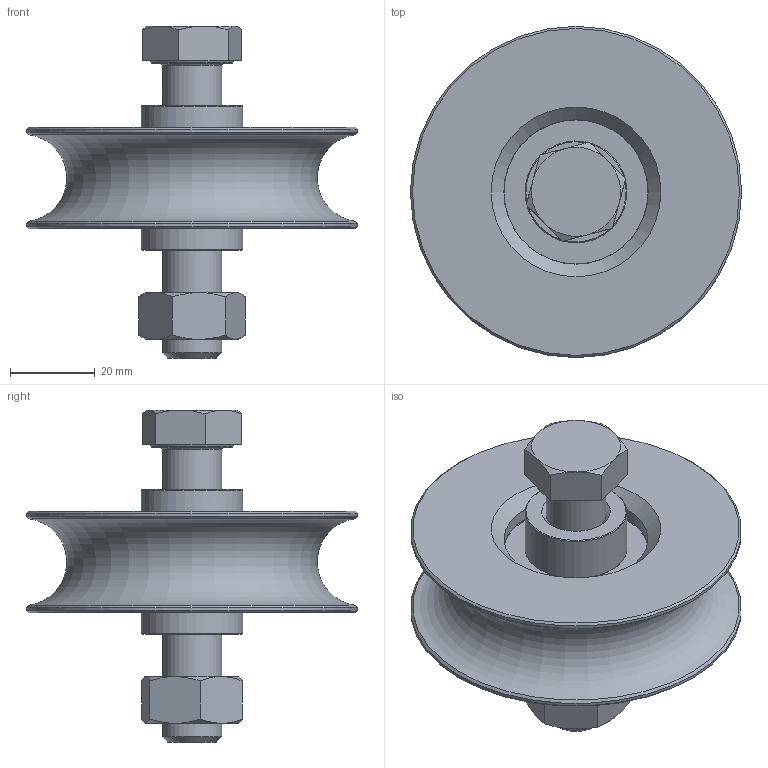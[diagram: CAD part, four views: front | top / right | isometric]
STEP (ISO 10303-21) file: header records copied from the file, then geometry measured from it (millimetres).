
FILE_DESCRIPTION (( 'STEP AP203' ), '1' );
FILE_NAME ('0026893_CF-310I-80S.STEP', '2018-11-05T09:47:24', ( '' ), ( '' ), 'SwSTEP 2.0', 'SolidWorks 2018', '' );
FILE_SCHEMA (( 'CONFIG_CONTROL_DESIGN' ));
Length unit declared in the file: millimetre
Products named in the file (6): Rillenkugellager_DIN625-t1-6203-17-2rs; 0026893_Laufrolle; NM14-DIN934_MODEL; Sechskantschraube_DIN931-M14x70; 0026893_T-Buchse_Laufrolle; 0026893_CF-310I-80S
Assembly tree (6 placements, depth 2):
  0026893_CF-310I-80S
    0026893_Laufrolle
    Rillenkugellager_DIN625-t1-6203-17-2rs
    0026893_T-Buchse_Laufrolle  x2
    Sechskantschraube_DIN931-M14x70
    NM14-DIN934_MODEL
Bounding box: 78 x 78 x 78.2 mm (x, y, z)
Volume: 85940.2 mm3; surface area: 38073.7 mm2
Topology: 10 solids, 10 shells, 117 faces, 237 edges, 148 vertices
Faces by surface type: plane 40, cone 39, cylinder 27, torus 11
Full cylindrical faces by diameter (mm): 11.835 x1, 14 x1, 14.15 x2, 16.8 x2, 17 x1, 23.095 x4, 24 x2, 24.498 x2, 32.502 x2, 33.905 x4, 34 x1, 40 x2, 45 x1, 78 x2
Entity records: 3158 total; most frequent: CARTESIAN_POINT 589, DIRECTION 428, ORIENTED_EDGE 288, AXIS2_PLACEMENT_3D 205, EDGE_LOOP 178, EDGE_CURVE 144, FACE_OUTER_BOUND 139, VERTEX_POINT 114
